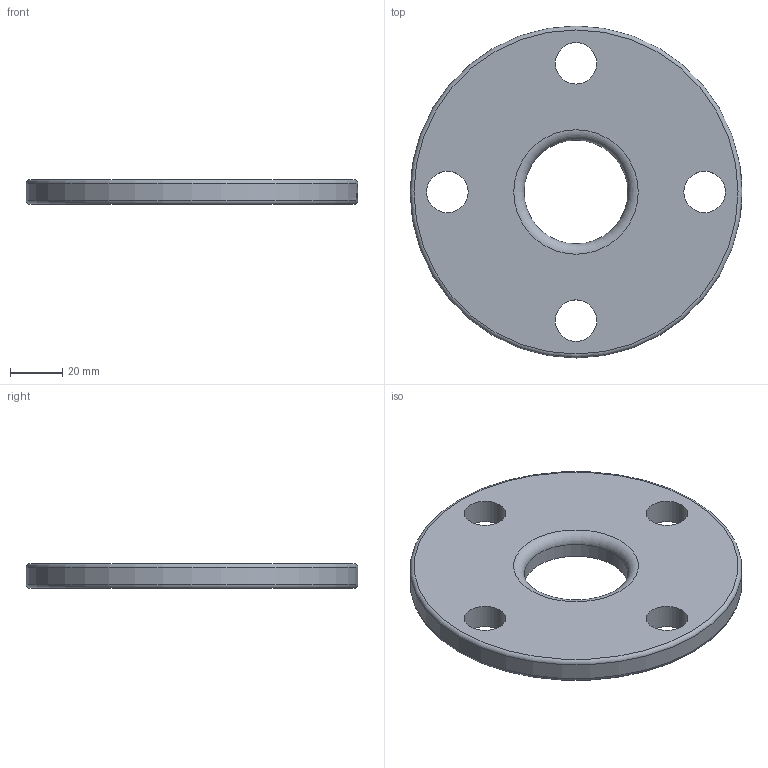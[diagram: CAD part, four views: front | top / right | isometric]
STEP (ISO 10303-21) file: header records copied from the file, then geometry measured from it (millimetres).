
FILE_DESCRIPTION(/* description */ (''),/* implementation_level */ '2;1');
FILE_NAME(/* name */ '38SL-1.5.stp',/* time_stamp */ '2018-11-20T09:27:38-05:00',/* author */ ('ken'),/* organization */ (''),/* preprocessor_version */ 'ST-DEVELOPER v15.2',/* originating_system */ 'Autodesk Inventor 2014',/* authorisation */ '');
FILE_SCHEMA (('AUTOMOTIVE_DESIGN { 1 0 10303 214 3 1 1 }'));
Length unit declared in the file: inch
Products named in the file (1): 38SL-1.5
Bounding box: 127 x 127 x 9.53 mm (x, y, z)
Volume: 100491 mm3; surface area: 27455.8 mm2
Topology: 1 solids, 1 shells, 355 faces, 963 edges, 641 vertices
Faces by surface type: bspline 187, plane 127, cylinder 38, torus 3
Full cylindrical faces by diameter (mm): 15.875 x4, 39.7 x1, 127 x1
Entity records: 14797 total; most frequent: CARTESIAN_POINT 6965, ORIENTED_EDGE 1902, DIRECTION 1062, EDGE_CURVE 951, VERTEX_POINT 639, LINE 430, VECTOR 430, EDGE_LOOP 406
